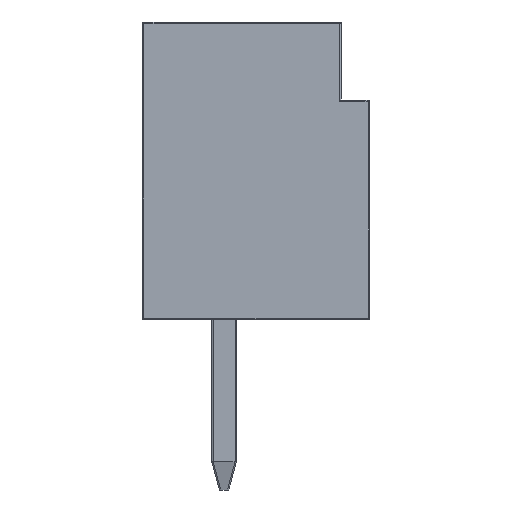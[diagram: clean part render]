
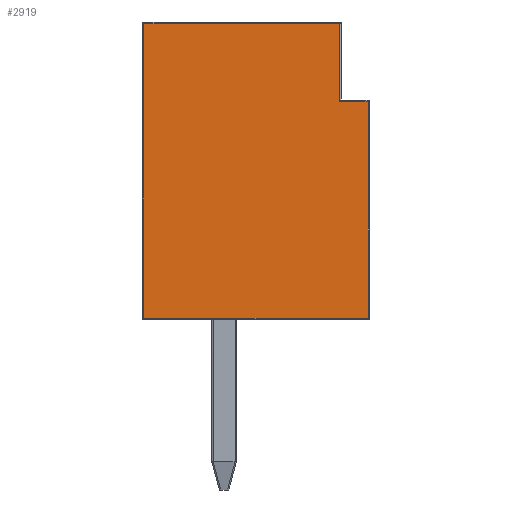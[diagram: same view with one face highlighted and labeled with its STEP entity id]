
A CAD part, left-side view. The second image highlights one B-rep face of the part: STEP entity #2919.
In plain terms, the highlighted planar face has unit normal (-1, 0, 0).
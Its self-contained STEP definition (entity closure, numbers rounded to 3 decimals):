
#158 = ORIENTED_EDGE ( 'NONE', *, *, #19841, .T. ) ;
#347 = EDGE_LOOP ( 'NONE', ( #6250, #10892, #158, #22308, #10775, #3192 ) ) ;
#474 = EDGE_CURVE ( 'NONE', #3995, #17134, #9005, .T. ) ;
#898 = CARTESIAN_POINT ( 'NONE',  ( -2.125, -1.63, 4.23 ) ) ;
#1731 = CARTESIAN_POINT ( 'NONE',  ( -2.125, 1.15, 4.23 ) ) ;
#2087 = VERTEX_POINT ( 'NONE', #4222 ) ;
#2919 = ADVANCED_FACE ( 'NONE', ( #13370 ), #19446, .F. ) ;
#3192 = ORIENTED_EDGE ( 'NONE', *, *, #15791, .T. ) ;
#3662 = CARTESIAN_POINT ( 'NONE',  ( -2.125, -2.03, 4.25 ) ) ;
#3679 = LINE ( 'NONE', #21924, #12381 ) ;
#3995 = VERTEX_POINT ( 'NONE', #16422 ) ;
#4222 = CARTESIAN_POINT ( 'NONE',  ( -2.125, -2.03, 3.13 ) ) ;
#4648 = CARTESIAN_POINT ( 'NONE',  ( -2.125, -2.03, 0.07 ) ) ;
#5075 = VECTOR ( 'NONE', #17783, 1000. ) ;
#5165 = VECTOR ( 'NONE', #15841, 1000. ) ;
#5647 = CARTESIAN_POINT ( 'NONE',  ( -2.125, -1.65, 3.13 ) ) ;
#5958 = DIRECTION ( 'NONE',  ( 0., 1., 0. ) ) ;
#6028 = LINE ( 'NONE', #5647, #5075 ) ;
#6250 = ORIENTED_EDGE ( 'NONE', *, *, #16520, .T. ) ;
#6603 = VERTEX_POINT ( 'NONE', #4648 ) ;
#6906 = DIRECTION ( 'NONE',  ( 0., 0., 1. ) ) ;
#7293 = CARTESIAN_POINT ( 'NONE',  ( -2.125, -1.63, 4.25 ) ) ;
#7816 = LINE ( 'NONE', #1731, #15366 ) ;
#8722 = AXIS2_PLACEMENT_3D ( 'NONE', #23959, #9879, #5958 ) ;
#8726 = VECTOR ( 'NONE', #6906, 1000. ) ;
#9005 = LINE ( 'NONE', #7293, #8726 ) ;
#9297 = EDGE_CURVE ( 'NONE', #6603, #2087, #16088, .T. ) ;
#9707 = CARTESIAN_POINT ( 'NONE',  ( -2.125, 1.13, 0.07 ) ) ;
#9879 = DIRECTION ( 'NONE',  ( 1., 0., 0. ) ) ;
#10775 = ORIENTED_EDGE ( 'NONE', *, *, #16017, .T. ) ;
#10892 = ORIENTED_EDGE ( 'NONE', *, *, #9297, .T. ) ;
#12082 = LINE ( 'NONE', #16216, #12809 ) ;
#12381 = VECTOR ( 'NONE', #23911, 1000. ) ;
#12809 = VECTOR ( 'NONE', #20034, 1000. ) ;
#13370 = FACE_OUTER_BOUND ( 'NONE', #347, .T. ) ;
#15366 = VECTOR ( 'NONE', #16041, 1000. ) ;
#15791 = EDGE_CURVE ( 'NONE', #16642, #21848, #12082, .T. ) ;
#15841 = DIRECTION ( 'NONE',  ( 0., 0., 1. ) ) ;
#16017 = EDGE_CURVE ( 'NONE', #17134, #16642, #7816, .T. ) ;
#16041 = DIRECTION ( 'NONE',  ( 0., 1., 0. ) ) ;
#16088 = LINE ( 'NONE', #3662, #5165 ) ;
#16216 = CARTESIAN_POINT ( 'NONE',  ( -2.125, 1.13, 4.25 ) ) ;
#16422 = CARTESIAN_POINT ( 'NONE',  ( -2.125, -1.63, 3.13 ) ) ;
#16520 = EDGE_CURVE ( 'NONE', #21848, #6603, #3679, .T. ) ;
#16642 = VERTEX_POINT ( 'NONE', #24763 ) ;
#17134 = VERTEX_POINT ( 'NONE', #898 ) ;
#17783 = DIRECTION ( 'NONE',  ( 0., 1., 0. ) ) ;
#19446 = PLANE ( 'NONE',  #8722 ) ;
#19841 = EDGE_CURVE ( 'NONE', #2087, #3995, #6028, .T. ) ;
#20034 = DIRECTION ( 'NONE',  ( 0., 0., -1. ) ) ;
#21848 = VERTEX_POINT ( 'NONE', #9707 ) ;
#21924 = CARTESIAN_POINT ( 'NONE',  ( -2.125, 1.15, 0.07 ) ) ;
#22308 = ORIENTED_EDGE ( 'NONE', *, *, #474, .T. ) ;
#23911 = DIRECTION ( 'NONE',  ( 0., -1., 0. ) ) ;
#23959 = CARTESIAN_POINT ( 'NONE',  ( -2.125, 1.15, 4.25 ) ) ;
#24763 = CARTESIAN_POINT ( 'NONE',  ( -2.125, 1.13, 4.23 ) ) ;
